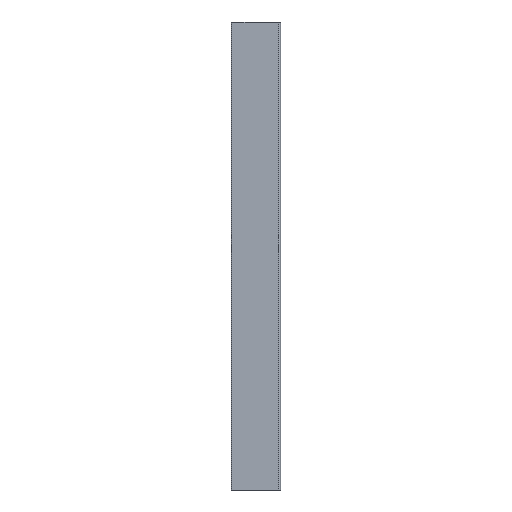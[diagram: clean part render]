
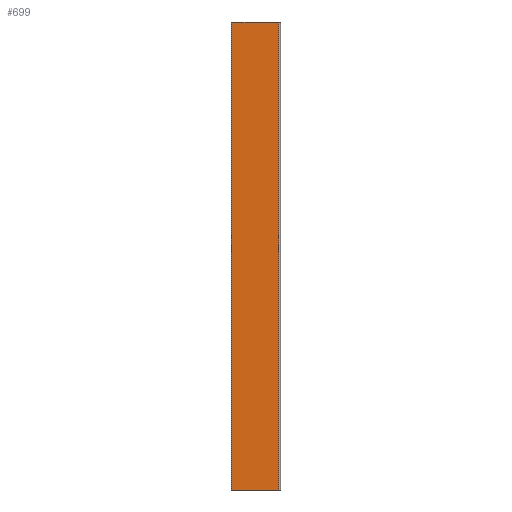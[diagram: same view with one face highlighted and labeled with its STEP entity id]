
A CAD part, left-side view. The second image highlights one B-rep face of the part: STEP entity #699.
In plain terms, the highlighted planar face has unit normal (-1, 0, 0).
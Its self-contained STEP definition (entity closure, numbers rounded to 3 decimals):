
#25=PLANE('',#791);
#47=FACE_OUTER_BOUND('',#84,.T.);
#84=EDGE_LOOP('',(#515,#516,#517,#518));
#126=LINE('',#1097,#197);
#139=LINE('',#1147,#210);
#141=LINE('',#1153,#212);
#142=LINE('',#1154,#213);
#197=VECTOR('',#872,10.);
#210=VECTOR('',#911,10.);
#212=VECTOR('',#917,10.);
#213=VECTOR('',#918,10.);
#306=VERTEX_POINT('',#1094);
#307=VERTEX_POINT('',#1096);
#331=VERTEX_POINT('',#1146);
#333=VERTEX_POINT('',#1152);
#378=EDGE_CURVE('',#306,#307,#126,.T.);
#403=EDGE_CURVE('',#307,#331,#139,.T.);
#406=EDGE_CURVE('',#333,#306,#141,.T.);
#407=EDGE_CURVE('',#331,#333,#142,.T.);
#515=ORIENTED_EDGE('',*,*,#403,.F.);
#516=ORIENTED_EDGE('',*,*,#378,.F.);
#517=ORIENTED_EDGE('',*,*,#406,.F.);
#518=ORIENTED_EDGE('',*,*,#407,.F.);
#699=ADVANCED_FACE('',(#47),#25,.T.);
#791=AXIS2_PLACEMENT_3D('',#1151,#915,#916);
#872=DIRECTION('',(0.,1.,0.));
#911=DIRECTION('',(0.,0.,1.));
#915=DIRECTION('center_axis',(-1.,0.,0.));
#916=DIRECTION('ref_axis',(0.,-1.,0.));
#917=DIRECTION('',(0.,0.,-1.));
#918=DIRECTION('',(0.,-1.,0.));
#1094=CARTESIAN_POINT('',(-9.85,-11.,-114.05));
#1096=CARTESIAN_POINT('',(-9.85,11.8,-114.05));
#1097=CARTESIAN_POINT('',(-9.85,12.,-114.05));
#1146=CARTESIAN_POINT('',(-9.85,11.8,114.05));
#1147=CARTESIAN_POINT('',(-9.85,11.8,0.));
#1151=CARTESIAN_POINT('Origin',(-9.85,12.,0.));
#1152=CARTESIAN_POINT('',(-9.85,-11.,114.05));
#1153=CARTESIAN_POINT('',(-9.85,-11.,0.));
#1154=CARTESIAN_POINT('',(-9.85,12.,114.05));
